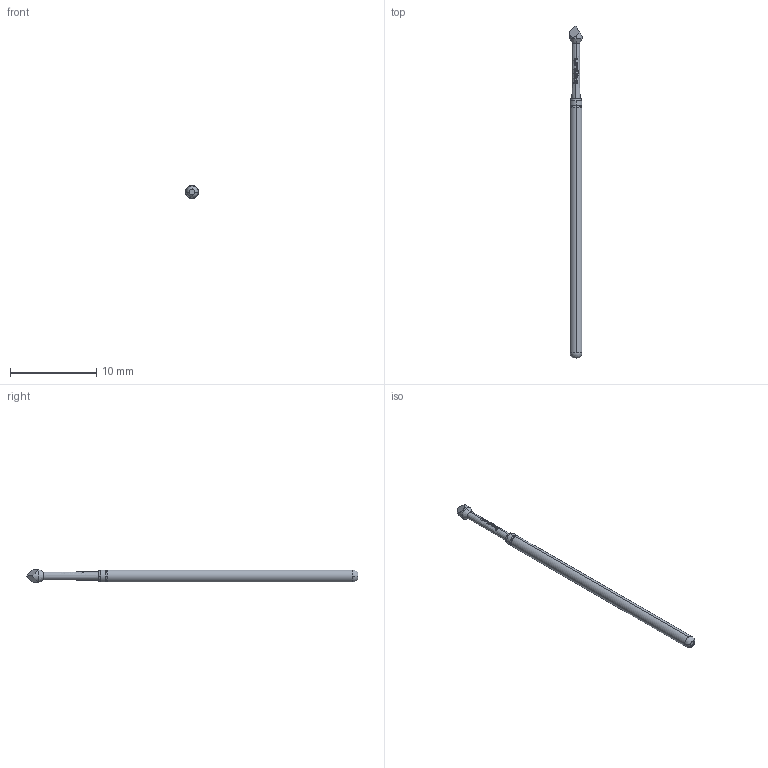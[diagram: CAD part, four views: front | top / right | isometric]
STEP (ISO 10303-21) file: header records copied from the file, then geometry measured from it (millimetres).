
FILE_DESCRIPTION (( 'STEP AP203' ), '1' );
FILE_NAME ('INGUN_GKS-100_307_150_A_xx00_E.STEP', '2021-10-29T08:56:24', ( 'ochi' ), ( '' ), 'SwSTEP 2.0', 'SolidWorks 2018', '' );
FILE_SCHEMA (( 'CONFIG_CONTROL_DESIGN' ));
Length unit declared in the file: millimetre
Products named in the file (1): INGUN_GKS-100_307_150_A_xx00_E
Bounding box: 1.5 x 38.4 x 1.5 mm (x, y, z)
Volume: 50.1 mm3; surface area: 156.8 mm2
Topology: 1 solids, 1 shells, 100 faces, 281 edges, 183 vertices
Faces by surface type: bspline 59, cone 20, cylinder 8, torus 6, plane 5, sphere 2
Entity records: 4337 total; most frequent: CARTESIAN_POINT 2258, ORIENTED_EDGE 558, EDGE_CURVE 279, B_SPLINE_CURVE_WITH_KNOTS 207, DIRECTION 191, VERTEX_POINT 183, EDGE_LOOP 102, ADVANCED_FACE 100
